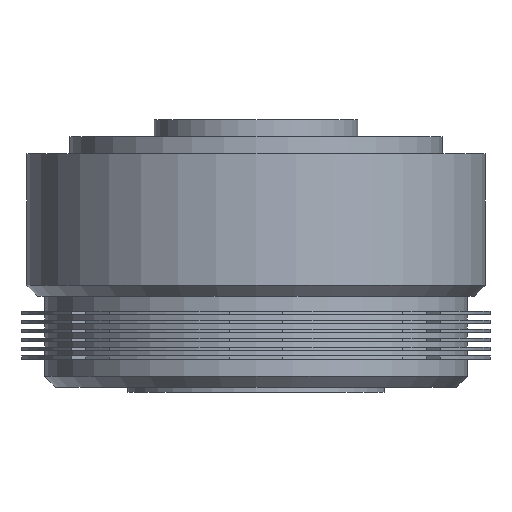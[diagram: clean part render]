
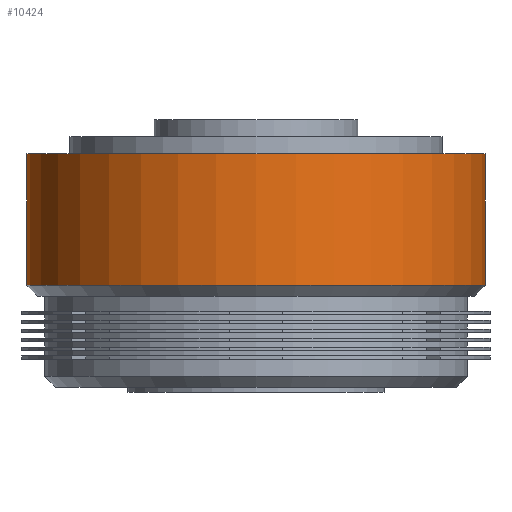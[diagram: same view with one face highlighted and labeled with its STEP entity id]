
A CAD part, front view. The second image highlights one B-rep face of the part: STEP entity #10424.
In plain terms, the highlighted cylindrical face has radius 214 mm (diameter 428 mm), a partial arc.
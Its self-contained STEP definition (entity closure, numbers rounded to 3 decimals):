
#712 = CARTESIAN_POINT ( 'NONE',  ( 214., 0., 133. ) ) ;
#1034 = CIRCLE ( 'NONE', #1083, 214. ) ;
#1080 = DIRECTION ( 'NONE',  ( 1., 0., 0. ) ) ;
#1081 = DIRECTION ( 'NONE',  ( 0., 0., 1. ) ) ;
#1082 = CARTESIAN_POINT ( 'NONE',  ( 0., 0., 133. ) ) ;
#1083 = AXIS2_PLACEMENT_3D ( 'NONE', #1082, #1081, #1080 ) ;
#1192 = DIRECTION ( 'NONE',  ( 1., 0., 0. ) ) ;
#1193 = DIRECTION ( 'NONE',  ( 0., 0., 1. ) ) ;
#1194 = CARTESIAN_POINT ( 'NONE',  ( 0., 0., 10. ) ) ;
#1195 = AXIS2_PLACEMENT_3D ( 'NONE', #1194, #1193, #1192 ) ;
#1196 = CIRCLE ( 'NONE', #1195, 214. ) ;
#2090 = DIRECTION ( 'NONE',  ( -1., 0., 0. ) ) ;
#2091 = DIRECTION ( 'NONE',  ( 0., 0., -1. ) ) ;
#2092 = AXIS2_PLACEMENT_3D ( 'NONE', #2094, #2091, #2090 ) ;
#2094 = CARTESIAN_POINT ( 'NONE',  ( 0., 0., 149. ) ) ;
#2095 = CYLINDRICAL_SURFACE ( 'NONE', #2092, 214. ) ;
#2096 = FACE_OUTER_BOUND ( 'NONE', #10268, .T. ) ;
#4320 = CARTESIAN_POINT ( 'NONE',  ( 214., 0., 10. ) ) ;
#4321 = CARTESIAN_POINT ( 'NONE',  ( -214., 0., 10. ) ) ;
#4444 = DIRECTION ( 'NONE',  ( 0., 0., -1. ) ) ;
#4445 = CARTESIAN_POINT ( 'NONE',  ( -214., 0., 149. ) ) ;
#4449 = LINE ( 'NONE', #4445, #4487 ) ;
#4487 = VECTOR ( 'NONE', #4444, 1000. ) ;
#5030 = CARTESIAN_POINT ( 'NONE',  ( 214., 0., 149. ) ) ;
#5031 = LINE ( 'NONE', #5030, #5042 ) ;
#5041 = DIRECTION ( 'NONE',  ( 0., 0., -1. ) ) ;
#5042 = VECTOR ( 'NONE', #5041, 1000. ) ;
#5109 = CARTESIAN_POINT ( 'NONE',  ( -214., 0., 133. ) ) ;
#7816 = VERTEX_POINT ( 'NONE', #4321 ) ;
#7817 = VERTEX_POINT ( 'NONE', #4320 ) ;
#8041 = EDGE_CURVE ( 'NONE', #8157, #7817, #5031, .T. ) ;
#8048 = EDGE_CURVE ( 'NONE', #8060, #7816, #4449, .T. ) ;
#8060 = VERTEX_POINT ( 'NONE', #5109 ) ;
#8157 = VERTEX_POINT ( 'NONE', #712 ) ;
#10185 = EDGE_CURVE ( 'NONE', #8060, #8157, #1034, .T. ) ;
#10232 = ORIENTED_EDGE ( 'NONE', *, *, #8041, .F. ) ;
#10267 = EDGE_CURVE ( 'NONE', #7816, #7817, #1196, .T. ) ;
#10268 = EDGE_LOOP ( 'NONE', ( #10232, #10425, #10382, #10324 ) ) ;
#10324 = ORIENTED_EDGE ( 'NONE', *, *, #10267, .T. ) ;
#10382 = ORIENTED_EDGE ( 'NONE', *, *, #8048, .T. ) ;
#10424 = ADVANCED_FACE ( 'NONE', ( #2096 ), #2095, .T. ) ;
#10425 = ORIENTED_EDGE ( 'NONE', *, *, #10185, .F. ) ;
